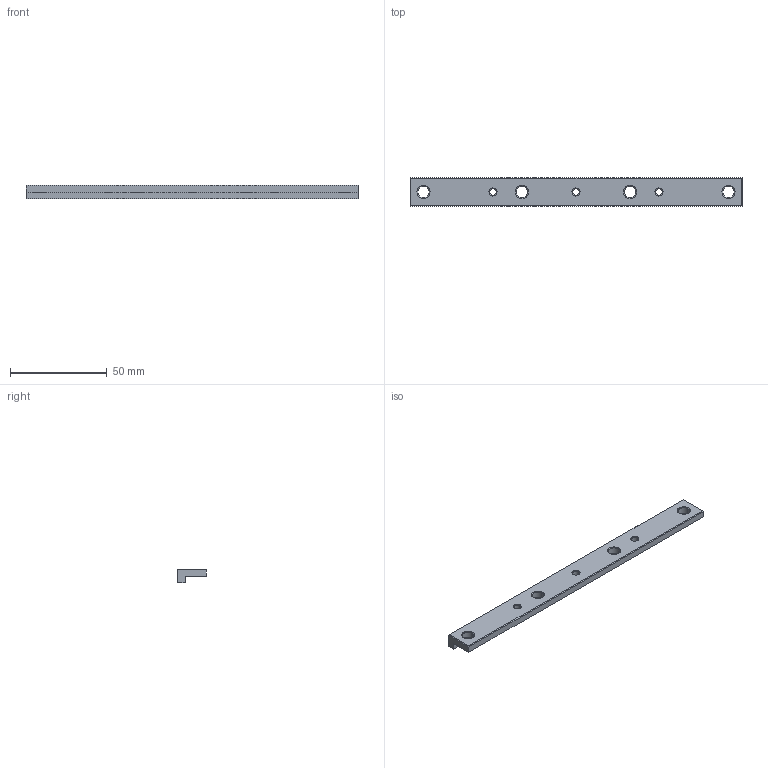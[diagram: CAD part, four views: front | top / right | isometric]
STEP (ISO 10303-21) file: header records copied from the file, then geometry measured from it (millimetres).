
FILE_DESCRIPTION (( 'STEP AP214' ), '1' );
FILE_NAME ('front_rear_bottom_trim.STEP', '2021-09-27T09:06:58', ( '' ), ( '' ), 'SwSTEP 2.0', 'SolidWorks 2021', '' );
FILE_SCHEMA (( 'AUTOMOTIVE_DESIGN' ));
Length unit declared in the file: millimetre
Products named in the file (1): front_rear_bottom_trim
Bounding box: 172 x 15 x 7.25 mm (x, y, z)
Volume: 11517.8 mm3; surface area: 7805.1 mm2
Topology: 1 solids, 1 shells, 40 faces, 96 edges, 58 vertices
Faces by surface type: cone 14, cylinder 14, plane 12
Entity records: 1220 total; most frequent: DIRECTION 220, CARTESIAN_POINT 195, ORIENTED_EDGE 192, EDGE_CURVE 96, AXIS2_PLACEMENT_3D 83, VERTEX_POINT 58, EDGE_LOOP 54, LINE 54
